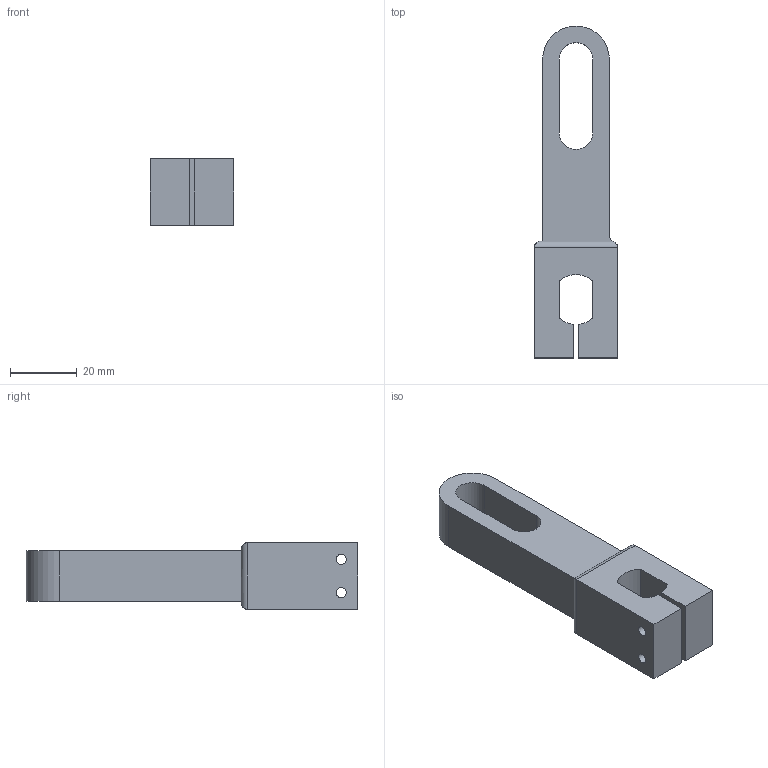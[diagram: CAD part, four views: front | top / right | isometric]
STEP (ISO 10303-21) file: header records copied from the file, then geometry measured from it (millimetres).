
FILE_DESCRIPTION( ('This file contains a STEP AP42 implementation' ,'as created by ZW3D STEP Interface translator.' ,'') ,'2;1' );
FILE_NAME( '絮粣畢脫.ipt.stp' ,'251027.114723', (''), ('ZWCAD Software Co.'), 'Version 1.0', 'ZW3D to STEP translator', '' );
FILE_SCHEMA(('AUTOMOTIVE_DESIGN { 1 0 10303 214 1 1 1 1 }'));
Length unit declared in the file: millimetre
Products named in the file (1): 0
Bounding box: 25 x 99.5 x 20 mm (x, y, z)
Volume: 28099.1 mm3; surface area: 10279.2 mm2
Topology: 1 solids, 1 shells, 36 faces, 102 edges, 70 vertices
Faces by surface type: plane 19, cylinder 17
Full cylindrical faces by diameter (mm): 3 x4, 6 x2
Entity records: 1272 total; most frequent: DIRECTION 218, CARTESIAN_POINT 209, ORIENTED_EDGE 204, EDGE_CURVE 102, AXIS2_PLACEMENT_3D 79, VERTEX_POINT 70, VECTOR 60, LINE 60
